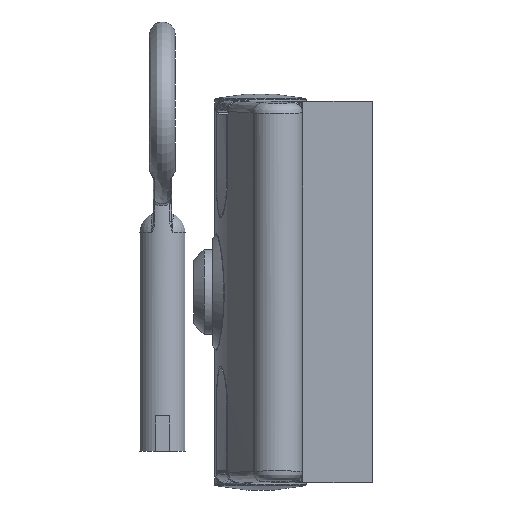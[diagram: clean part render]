
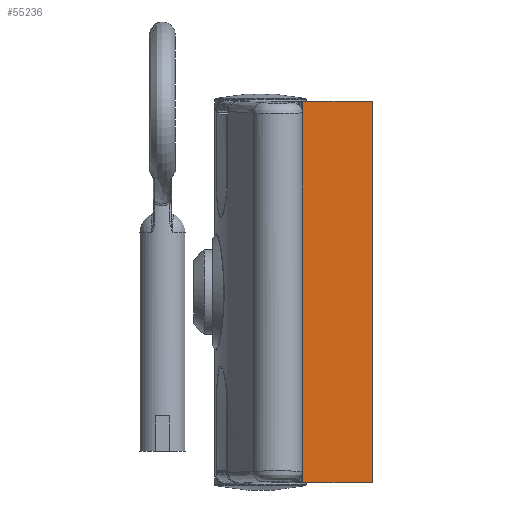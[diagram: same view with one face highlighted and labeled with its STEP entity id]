
A CAD part, left-side view. The second image highlights one B-rep face of the part: STEP entity #55236.
In plain terms, the highlighted face is planar.
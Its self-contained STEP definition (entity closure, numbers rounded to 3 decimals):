
#527 = LINE ( 'NONE', #37319, #5376 ) ;
#603 = VECTOR ( 'NONE', #17001, 1000. ) ;
#5376 = VECTOR ( 'NONE', #6749, 1000. ) ;
#6040 = ORIENTED_EDGE ( 'NONE', *, *, #69932, .T. ) ;
#6198 = PLANE ( 'NONE',  #68624 ) ;
#6749 = DIRECTION ( 'NONE',  ( 0., -1., 0. ) ) ;
#7797 = CARTESIAN_POINT ( 'NONE',  ( -31.2, 32., -18.25 ) ) ;
#9561 = CARTESIAN_POINT ( 'NONE',  ( 37.5, 13.7, -18.25 ) ) ;
#13248 = DIRECTION ( 'NONE',  ( 0., 0., 1. ) ) ;
#13673 = CARTESIAN_POINT ( 'NONE',  ( -37.5, 0., -18.25 ) ) ;
#15187 = VECTOR ( 'NONE', #31620, 1000. ) ;
#15906 = VERTEX_POINT ( 'NONE', #27274 ) ;
#16958 = EDGE_CURVE ( 'NONE', #27182, #15906, #94696, .T. ) ;
#17001 = DIRECTION ( 'NONE',  ( 0., -1., 0. ) ) ;
#17151 = FACE_OUTER_BOUND ( 'NONE', #61456, .T. ) ;
#21071 = LINE ( 'NONE', #62856, #603 ) ;
#22175 = DIRECTION ( 'NONE',  ( -1., 0., 0. ) ) ;
#24789 = ORIENTED_EDGE ( 'NONE', *, *, #16958, .T. ) ;
#24881 = LINE ( 'NONE', #35635, #99589 ) ;
#24997 = DIRECTION ( 'NONE',  ( 1., 0., 0. ) ) ;
#27182 = VERTEX_POINT ( 'NONE', #70563 ) ;
#27274 = CARTESIAN_POINT ( 'NONE',  ( -31.2, 21.4, -18.25 ) ) ;
#27572 = EDGE_CURVE ( 'NONE', #74996, #27182, #24881, .T. ) ;
#29201 = EDGE_CURVE ( 'NONE', #74996, #66280, #21071, .T. ) ;
#31620 = DIRECTION ( 'NONE',  ( 0., 1., 0. ) ) ;
#35635 = CARTESIAN_POINT ( 'NONE',  ( -31.5, 13.7, -18.25 ) ) ;
#35636 = CARTESIAN_POINT ( 'NONE',  ( 31.2, 32., -18.25 ) ) ;
#36136 = ORIENTED_EDGE ( 'NONE', *, *, #27572, .T. ) ;
#37217 = DIRECTION ( 'NONE',  ( 1., 0., 0. ) ) ;
#37319 = CARTESIAN_POINT ( 'NONE',  ( 37.5, 32., -18.25 ) ) ;
#37724 = ORIENTED_EDGE ( 'NONE', *, *, #92915, .T. ) ;
#40640 = VERTEX_POINT ( 'NONE', #88209 ) ;
#43383 = DIRECTION ( 'NONE',  ( 1., 0., 0. ) ) ;
#43657 = LINE ( 'NONE', #45392, #59372 ) ;
#45392 = CARTESIAN_POINT ( 'NONE',  ( -37.5, 0., -18.25 ) ) ;
#46051 = VERTEX_POINT ( 'NONE', #68528 ) ;
#50276 = CARTESIAN_POINT ( 'NONE',  ( 37.5, 0., -18.25 ) ) ;
#50412 = ORIENTED_EDGE ( 'NONE', *, *, #29201, .F. ) ;
#55236 = ADVANCED_FACE ( 'NONE', ( #17151 ), #6198, .F. ) ;
#55801 = VECTOR ( 'NONE', #89518, 1000. ) ;
#57991 = EDGE_CURVE ( 'NONE', #15906, #40640, #61356, .T. ) ;
#59372 = VECTOR ( 'NONE', #22175, 1000. ) ;
#60059 = DIRECTION ( 'NONE',  ( 1., 0., 0. ) ) ;
#60893 = VECTOR ( 'NONE', #24997, 1000. ) ;
#61227 = EDGE_CURVE ( 'NONE', #74366, #46051, #63309, .T. ) ;
#61356 = LINE ( 'NONE', #91381, #99871 ) ;
#61456 = EDGE_LOOP ( 'NONE', ( #50412, #36136, #24789, #97594, #78147, #81040, #37724, #6040 ) ) ;
#62613 = CARTESIAN_POINT ( 'NONE',  ( -37.5, 13.7, -18.25 ) ) ;
#62856 = CARTESIAN_POINT ( 'NONE',  ( -37.5, 32., -18.25 ) ) ;
#63309 = LINE ( 'NONE', #9561, #60893 ) ;
#66280 = VERTEX_POINT ( 'NONE', #13673 ) ;
#66571 = VERTEX_POINT ( 'NONE', #50276 ) ;
#68080 = EDGE_CURVE ( 'NONE', #40640, #74366, #94341, .T. ) ;
#68528 = CARTESIAN_POINT ( 'NONE',  ( 37.5, 13.7, -18.25 ) ) ;
#68624 = AXIS2_PLACEMENT_3D ( 'NONE', #82294, #13248, #60059 ) ;
#69932 = EDGE_CURVE ( 'NONE', #66571, #66280, #43657, .T. ) ;
#70563 = CARTESIAN_POINT ( 'NONE',  ( -31.2, 13.7, -18.25 ) ) ;
#74366 = VERTEX_POINT ( 'NONE', #94463 ) ;
#74996 = VERTEX_POINT ( 'NONE', #62613 ) ;
#78147 = ORIENTED_EDGE ( 'NONE', *, *, #68080, .T. ) ;
#81040 = ORIENTED_EDGE ( 'NONE', *, *, #61227, .T. ) ;
#82294 = CARTESIAN_POINT ( 'NONE',  ( -37.5, 32., -18.25 ) ) ;
#88209 = CARTESIAN_POINT ( 'NONE',  ( 31.2, 21.4, -18.25 ) ) ;
#89518 = DIRECTION ( 'NONE',  ( 0., -1., 0. ) ) ;
#91381 = CARTESIAN_POINT ( 'NONE',  ( 31.5, 21.4, -18.25 ) ) ;
#92915 = EDGE_CURVE ( 'NONE', #46051, #66571, #527, .T. ) ;
#94341 = LINE ( 'NONE', #35636, #55801 ) ;
#94463 = CARTESIAN_POINT ( 'NONE',  ( 31.2, 13.7, -18.25 ) ) ;
#94696 = LINE ( 'NONE', #7797, #15187 ) ;
#97594 = ORIENTED_EDGE ( 'NONE', *, *, #57991, .T. ) ;
#99589 = VECTOR ( 'NONE', #43383, 1000. ) ;
#99871 = VECTOR ( 'NONE', #37217, 1000. ) ;
